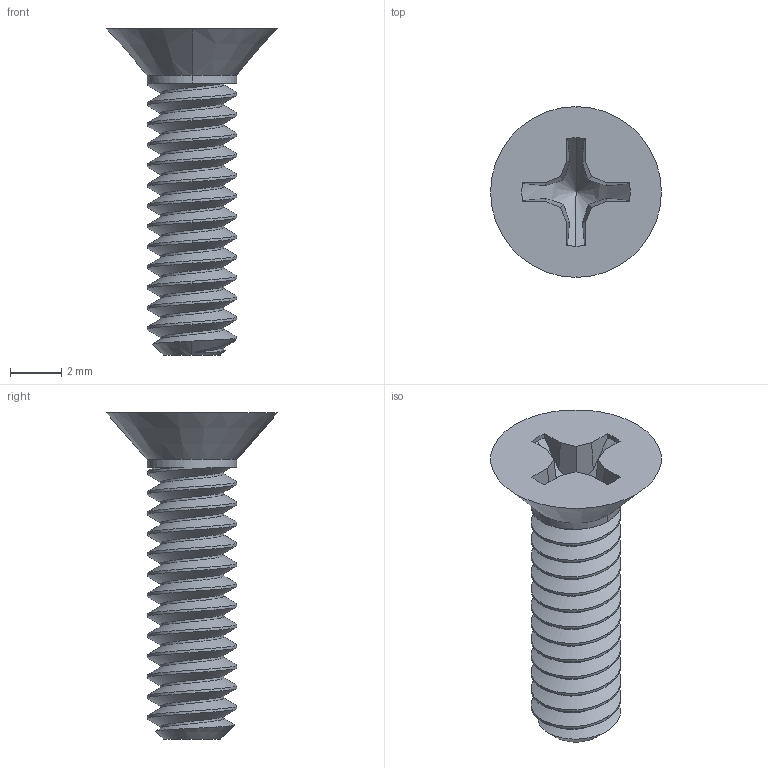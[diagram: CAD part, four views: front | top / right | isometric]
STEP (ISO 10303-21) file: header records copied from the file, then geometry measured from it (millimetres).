
FILE_DESCRIPTION (( 'STEP AP203' ), '1' );
FILE_NAME ('90273A148_Zinc-Plated Steel Phillips Flat Head Screws.STEP', '2022-12-13T21:19:49', ( 'Administrator' ), ( 'Managed by Terraform' ), 'SwSTEP 2.0', 'SolidWorks 2017', '' );
FILE_SCHEMA (( 'CONFIG_CONTROL_DESIGN' ));
Length unit declared in the file: inch
Products named in the file (1): 90273A148_Zinc-Plated Steel Phillips Flat Head Screws
Bounding box: 6.65 x 6.65 x 12.7 mm (x, y, z)
Volume: 107.8 mm3; surface area: 271.2 mm2
Topology: 1 solids, 1 shells, 62 faces, 177 edges, 116 vertices
Faces by surface type: cylinder 34, plane 19, cone 6, bspline 3
Entity records: 4392 total; most frequent: CARTESIAN_POINT 2925, ORIENTED_EDGE 350, DIRECTION 234, EDGE_CURVE 175, VERTEX_POINT 116, AXIS2_PLACEMENT_3D 85, LINE 64, VECTOR 64
